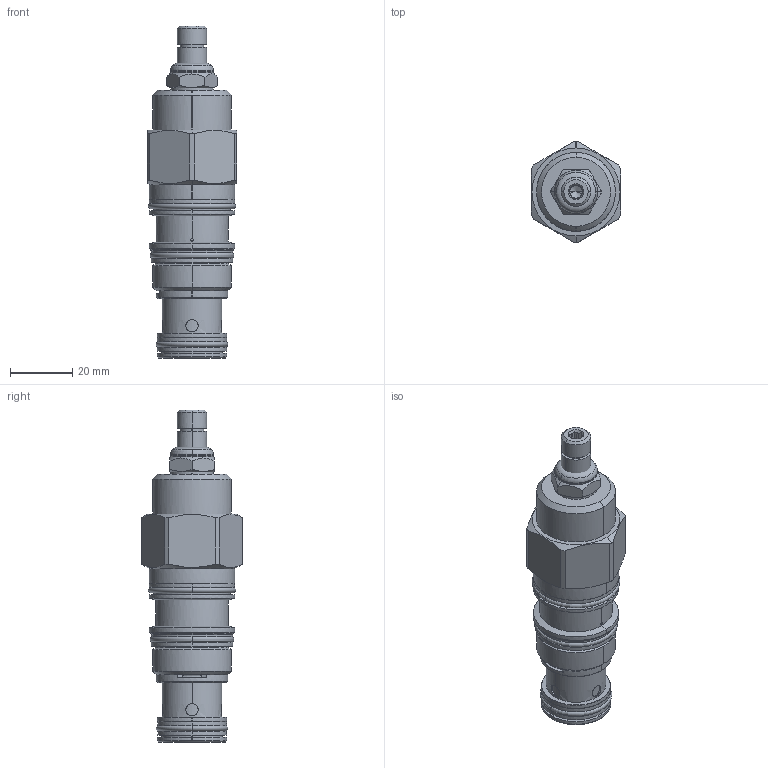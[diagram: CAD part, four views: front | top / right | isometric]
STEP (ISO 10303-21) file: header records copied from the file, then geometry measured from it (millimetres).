
FILE_DESCRIPTION((''),'2;1');
FILE_NAME('LPFCLDN_SW_PRT','2019-10-21T',('charlief'),(''),'PRO/ENGINEER BY PARAMETRIC TECHNOLOGY CORPORATION, 2016010','PRO/ENGINEER BY PARAMETRIC TECHNOLOGY CORPORATION, 2016010','');
FILE_SCHEMA(('CONFIG_CONTROL_DESIGN'));
Products named in the file (1): LPFCLDN_SW_PRT
Bounding box: 28.57 x 32.21 x 106.35 mm (x, y, z)
Surface area: 14690.8 mm2 (no closed solid volume)
Topology: 0 solids, 0 shells, 249 faces, 1172 edges, 1152 vertices
Faces by surface type: bspline 220, torus 29
Entity records: 44277 total; most frequent: CARTESIAN_POINT 34003, DIRECTION 1665, TRIMMED_CURVE 1327, DEFINITIONAL_REPRESENTATION 1134, PCURVE 1134, COMPOSITE_CURVE_SEGMENT 1134, VECTOR 1047, LINE 1047
